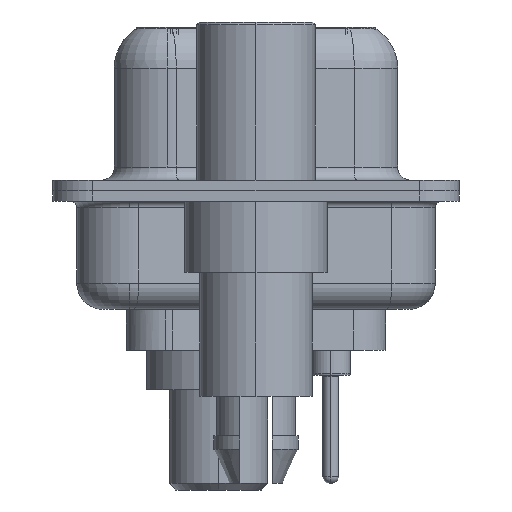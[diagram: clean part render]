
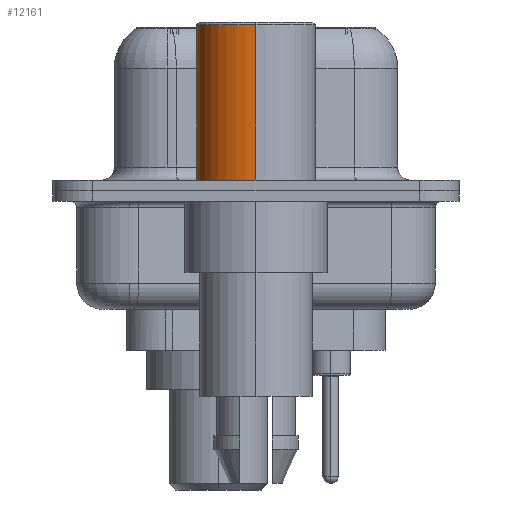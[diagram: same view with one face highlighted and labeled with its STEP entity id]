
A CAD part, left-side view. The second image highlights one B-rep face of the part: STEP entity #12161.
In plain terms, the highlighted cylindrical face has radius 2.25 mm (diameter 4.5 mm), a partial arc.
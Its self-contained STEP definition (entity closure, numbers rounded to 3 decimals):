
#298 = DIRECTION ( 'NONE',  ( 0., 0., 1. ) ) ;
#403 = DIRECTION ( 'NONE',  ( 1., 0., 0. ) ) ;
#630 = CARTESIAN_POINT ( 'NONE',  ( 2.25, 0., 0.581 ) ) ;
#1743 = DIRECTION ( 'NONE',  ( 1., 0., 0. ) ) ;
#1961 = VECTOR ( 'NONE', #19808, 1000. ) ;
#2801 = LINE ( 'NONE', #6367, #1961 ) ;
#3109 = ORIENTED_EDGE ( 'NONE', *, *, #9461, .T. ) ;
#3455 = FACE_OUTER_BOUND ( 'NONE', #33653, .T. ) ;
#3463 = CARTESIAN_POINT ( 'NONE',  ( -2.25, 0., 6.3 ) ) ;
#3674 = AXIS2_PLACEMENT_3D ( 'NONE', #33885, #34113, #7434 ) ;
#4371 = CARTESIAN_POINT ( 'NONE',  ( 2.25, 0., 0.4 ) ) ;
#4384 = CARTESIAN_POINT ( 'NONE',  ( -2.25, 0., 0.4 ) ) ;
#6367 = CARTESIAN_POINT ( 'NONE',  ( -2.25, 0., 0.581 ) ) ;
#7434 = DIRECTION ( 'NONE',  ( 1., 0., 0. ) ) ;
#9461 = EDGE_CURVE ( 'NONE', #16771, #14277, #2801, .T. ) ;
#9905 = CIRCLE ( 'NONE', #29284, 2.25 ) ;
#10095 = VECTOR ( 'NONE', #298, 1000. ) ;
#10310 = AXIS2_PLACEMENT_3D ( 'NONE', #23678, #31803, #403 ) ;
#12161 = ADVANCED_FACE ( 'NONE', ( #3455 ), #20882, .T. ) ;
#12220 = EDGE_CURVE ( 'NONE', #18530, #28305, #33332, .T. ) ;
#12293 = CARTESIAN_POINT ( 'NONE',  ( 0., 0., 6.3 ) ) ;
#12474 = EDGE_CURVE ( 'NONE', #18530, #16771, #24965, .T. ) ;
#14277 = VERTEX_POINT ( 'NONE', #3463 ) ;
#15820 = EDGE_CURVE ( 'NONE', #28305, #14277, #9905, .T. ) ;
#15984 = CARTESIAN_POINT ( 'NONE',  ( 2.25, 0., 6.3 ) ) ;
#16235 = ORIENTED_EDGE ( 'NONE', *, *, #15820, .F. ) ;
#16771 = VERTEX_POINT ( 'NONE', #4384 ) ;
#17622 = DIRECTION ( 'NONE',  ( 0., 0., 1. ) ) ;
#18223 = ORIENTED_EDGE ( 'NONE', *, *, #12220, .F. ) ;
#18530 = VERTEX_POINT ( 'NONE', #4371 ) ;
#19808 = DIRECTION ( 'NONE',  ( 0., 0., 1. ) ) ;
#20882 = CYLINDRICAL_SURFACE ( 'NONE', #10310, 2.25 ) ;
#23678 = CARTESIAN_POINT ( 'NONE',  ( 0., 0., 0.581 ) ) ;
#24965 = CIRCLE ( 'NONE', #3674, 2.25 ) ;
#28305 = VERTEX_POINT ( 'NONE', #15984 ) ;
#29284 = AXIS2_PLACEMENT_3D ( 'NONE', #12293, #17622, #1743 ) ;
#31803 = DIRECTION ( 'NONE',  ( 0., 0., 1. ) ) ;
#32721 = ORIENTED_EDGE ( 'NONE', *, *, #12474, .T. ) ;
#33332 = LINE ( 'NONE', #630, #10095 ) ;
#33653 = EDGE_LOOP ( 'NONE', ( #32721, #3109, #16235, #18223 ) ) ;
#33885 = CARTESIAN_POINT ( 'NONE',  ( 0., 0., 0.4 ) ) ;
#34113 = DIRECTION ( 'NONE',  ( 0., 0., 1. ) ) ;
